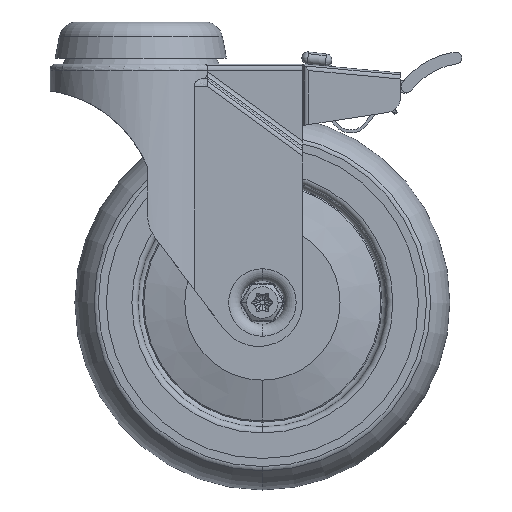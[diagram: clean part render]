
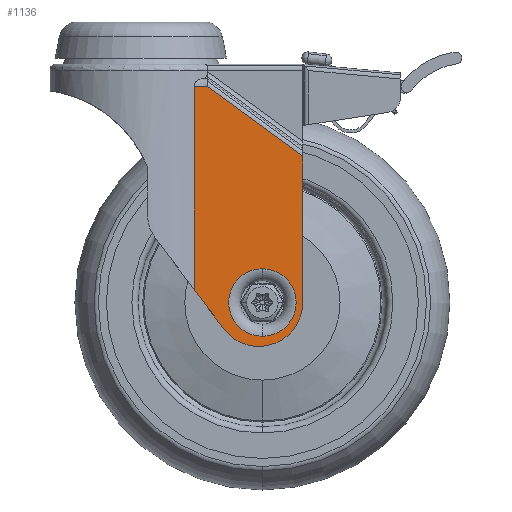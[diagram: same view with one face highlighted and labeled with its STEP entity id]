
A CAD part, front view. The second image highlights one B-rep face of the part: STEP entity #1136.
In plain terms, the highlighted planar face has unit normal (0, -1, 0).
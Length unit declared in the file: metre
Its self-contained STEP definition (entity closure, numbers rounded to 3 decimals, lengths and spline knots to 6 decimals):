
#1136=ADVANCED_FACE('744:88',(#2464,#2465),#2466,.T.);
#2464=FACE_OUTER_BOUND('',#4716,.T.);
#2465=FACE_BOUND('',#4717,.T.);
#2466=PLANE('',#4718);
#4716=EDGE_LOOP('',(#12012,#12013,#12014,#12015,#12016,#12017));
#4717=EDGE_LOOP('',(#12018,#12019,#12020));
#4718=AXIS2_PLACEMENT_3D('',#12021,#12022,#12023);
#12012=ORIENTED_EDGE('',*,*,#20315,.T.);
#12013=ORIENTED_EDGE('',*,*,#20316,.F.);
#12014=ORIENTED_EDGE('',*,*,#20193,.F.);
#12015=ORIENTED_EDGE('',*,*,#20317,.T.);
#12016=ORIENTED_EDGE('',*,*,#20318,.F.);
#12017=ORIENTED_EDGE('',*,*,#20319,.T.);
#12018=ORIENTED_EDGE('',*,*,#20298,.F.);
#12019=ORIENTED_EDGE('',*,*,#20297,.F.);
#12020=ORIENTED_EDGE('',*,*,#20313,.F.);
#12021=CARTESIAN_POINT('',(0.037997,-0.0245,-0.06075));
#12022=DIRECTION('',(0.0,-1.0,-0.0));
#12023=DIRECTION('',(-1.0,0.0,0.));
#20193=EDGE_CURVE('744:331',#23031,#23033,#23034,.T.);
#20297=EDGE_CURVE('747:2754',#23230,#23232,#23233,.T.);
#20298=EDGE_CURVE('747:2754',#23232,#23224,#23234,.T.);
#20313=EDGE_CURVE('747:2754',#23224,#23230,#23259,.T.);
#20315=EDGE_CURVE('746:9993',#23261,#23262,#23263,.T.);
#20316=EDGE_CURVE('744:289',#23033,#23262,#23264,.T.);
#20317=EDGE_CURVE('744:334',#23031,#23265,#23266,.T.);
#20318=EDGE_CURVE('744:337',#23267,#23265,#23268,.T.);
#20319=EDGE_CURVE('746:9981',#23267,#23261,#23269,.T.);
#23031=VERTEX_POINT('',#27487);
#23033=VERTEX_POINT('',#27489);
#23034=LINE('',#27490,#27491);
#23224=VERTEX_POINT('',#28431);
#23230=VERTEX_POINT('',#28437);
#23232=VERTEX_POINT('',#28439);
#23233=CIRCLE('',#28440,0.01125);
#23234=CIRCLE('',#28441,0.01125);
#23259=CIRCLE('',#28470,0.01125);
#23261=VERTEX_POINT('',#28472);
#23262=VERTEX_POINT('',#28473);
#23263=CIRCLE('',#28474,0.01465);
#23264=LINE('',#28475,#28476);
#23265=VERTEX_POINT('',#28477);
#23266=LINE('',#28478,#28479);
#23267=VERTEX_POINT('',#28480);
#23268=LINE('',#28481,#28482);
#23269=LINE('',#28483,#28484);
#27487=CARTESIAN_POINT('',(0.022244,-0.0245,-0.021476));
#27489=CARTESIAN_POINT('',(0.054,-0.0245,-0.044659));
#27490=CARTESIAN_POINT('',(0.044021,-0.0245,-0.037374));
#27491=VECTOR('',#37705,1.0);
#28431=CARTESIAN_POINT('',(0.0405,-0.0245,-0.08225));
#28437=CARTESIAN_POINT('',(0.0405,-0.0245,-0.10475));
#28439=CARTESIAN_POINT('',(0.05175,-0.0245,-0.0935));
#28440=AXIS2_PLACEMENT_3D('',#37871,#37872,#37873);
#28441=AXIS2_PLACEMENT_3D('',#37874,#37875,#37876);
#28470=AXIS2_PLACEMENT_3D('',#37911,#37912,#37913);
#28472=CARTESIAN_POINT('',(0.027486,-0.0245,-0.102095));
#28473=CARTESIAN_POINT('',(0.054,-0.0245,-0.0935));
#28474=AXIS2_PLACEMENT_3D('',#37917,#37918,#37919);
#28475=CARTESIAN_POINT('',(0.054,-0.0245,-0.06775));
#28476=VECTOR('',#37920,1.0);
#28477=CARTESIAN_POINT('',(0.017743,-0.0245,-0.021476));
#28478=CARTESIAN_POINT('',(0.022244,-0.0245,-0.021476));
#28479=VECTOR('',#37921,1.0);
#28480=CARTESIAN_POINT('',(0.017743,-0.0245,-0.089125));
#28481=CARTESIAN_POINT('',(0.017743,-0.0245,-0.064488));
#28482=VECTOR('',#37922,1.0);
#28483=CARTESIAN_POINT('',(0.013146,-0.0245,-0.083005));
#28484=VECTOR('',#37923,1.0);
#37705=DIRECTION('',(0.808,0.0,-0.59));
#37871=CARTESIAN_POINT('',(0.0405,-0.0245,-0.0935));
#37872=DIRECTION('',(-0.0,-1.0,-0.0));
#37873=DIRECTION('',(-1.0,0.0,0.0));
#37874=CARTESIAN_POINT('',(0.0405,-0.0245,-0.0935));
#37875=DIRECTION('',(-0.0,-1.0,-0.0));
#37876=DIRECTION('',(-1.0,0.0,0.0));
#37911=CARTESIAN_POINT('',(0.0405,-0.0245,-0.0935));
#37912=DIRECTION('',(-0.0,-1.0,-0.0));
#37913=DIRECTION('',(-1.0,0.0,0.0));
#37917=CARTESIAN_POINT('',(0.03935,-0.0245,-0.0935));
#37918=DIRECTION('',(-0.0,-1.0,-0.0));
#37919=DIRECTION('',(-1.0,0.0,0.0));
#37920=DIRECTION('',(0.0,0.0,-1.0));
#37921=DIRECTION('',(-1.0,0.0,0.));
#37922=DIRECTION('',(0.,-0.0,1.0));
#37923=DIRECTION('',(0.601,0.0,-0.8));
